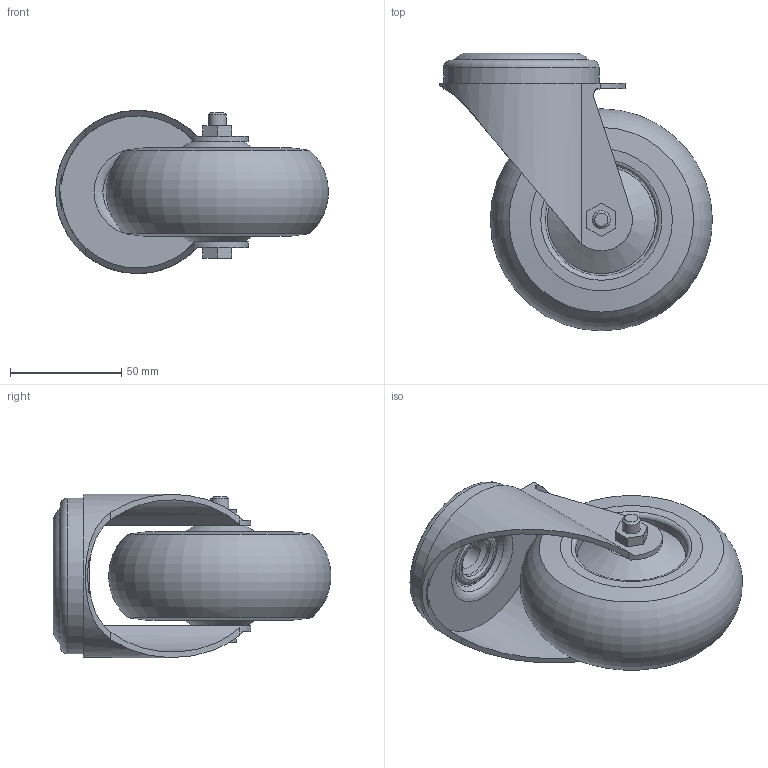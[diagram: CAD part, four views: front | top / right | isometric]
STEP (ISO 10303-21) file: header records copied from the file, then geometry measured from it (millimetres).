
FILE_DESCRIPTION(/* description */ ('STEP AP203'),/* implementation_level */ '2;1');
FILE_NAME(/* name */ 'K1789.101000400',/* time_stamp */ '2025-06-24T16:09:26+02:00',/* author */ ('License CC BY-ND 4.0'),/* organization */ ('CADENAS'),/* preprocessor_version */ 'ST-DEVELOPER v19.3',/* originating_system */ 'PARTsolutions',/* authorisation */ ' ');
FILE_SCHEMA (('CONFIG_CONTROL_DESIGN'));
Length unit declared in the file: millimetre
Products named in the file (1): K1789.101000400
Bounding box: 122.72 x 124.97 x 73.48 mm (x, y, z)
Volume: 339899.2 mm3; surface area: 56556.3 mm2
Topology: 1 solids, 1 shells, 85 faces, 206 edges, 130 vertices
Faces by surface type: plane 39, cylinder 25, torus 13, cone 8
Full cylindrical faces by diameter (mm): 8 x1, 13 x1, 18 x1, 27 x1, 48.5 x2, 50.5 x2, 70 x1
Entity records: 2351 total; most frequent: CARTESIAN_POINT 431, DIRECTION 406, ORIENTED_EDGE 342, EDGE_CURVE 171, AXIS2_PLACEMENT_3D 157, EDGE_LOOP 126, FACE_BOUND 126, VERTEX_POINT 125
